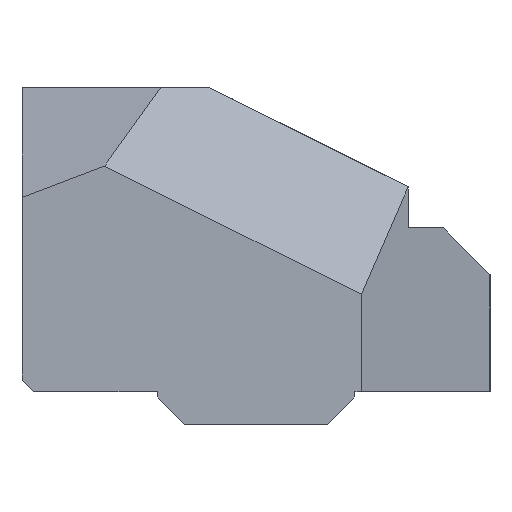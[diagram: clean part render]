
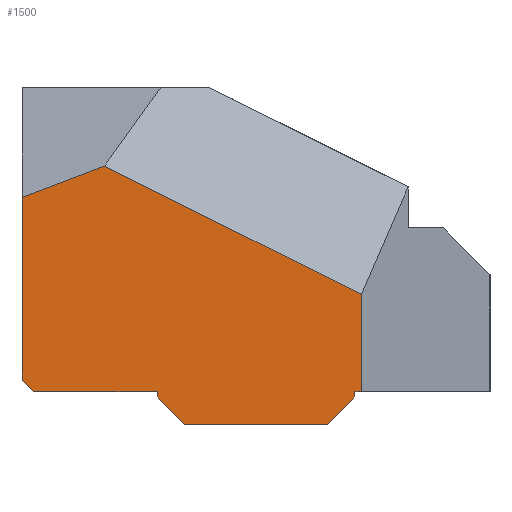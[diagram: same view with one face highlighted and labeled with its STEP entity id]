
A CAD part, left-side view. The second image highlights one B-rep face of the part: STEP entity #1500.
In plain terms, the highlighted planar face has unit normal (-1, 0, 0).
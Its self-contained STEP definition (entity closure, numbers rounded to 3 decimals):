
#114=FACE_OUTER_BOUND('',#200,.T.);
#200=EDGE_LOOP('',(#1205,#1206,#1207,#1208,#1209,#1210,#1211,#1212,#1213,
#1214,#1215,#1216));
#317=LINE('',#2320,#501);
#322=LINE('',#2328,#506);
#327=LINE('',#2342,#511);
#330=LINE('',#2348,#514);
#339=LINE('',#2367,#523);
#347=LINE('',#2383,#531);
#361=LINE('',#2412,#545);
#363=LINE('',#2416,#547);
#364=LINE('',#2418,#548);
#365=LINE('',#2420,#549);
#366=LINE('',#2422,#550);
#367=LINE('',#2423,#551);
#501=VECTOR('',#1821,10.);
#506=VECTOR('',#1828,10.);
#511=VECTOR('',#1839,10.);
#514=VECTOR('',#1844,10.);
#523=VECTOR('',#1857,10.);
#531=VECTOR('',#1871,10.);
#545=VECTOR('',#1901,10.);
#547=VECTOR('',#1905,10.);
#548=VECTOR('',#1906,10.);
#549=VECTOR('',#1907,10.);
#550=VECTOR('',#1908,10.);
#551=VECTOR('',#1909,10.);
#673=VERTEX_POINT('',#2318);
#674=VERTEX_POINT('',#2319);
#676=VERTEX_POINT('',#2326);
#682=VERTEX_POINT('',#2340);
#684=VERTEX_POINT('',#2346);
#692=VERTEX_POINT('',#2366);
#697=VERTEX_POINT('',#2382);
#704=VERTEX_POINT('',#2411);
#705=VERTEX_POINT('',#2415);
#706=VERTEX_POINT('',#2417);
#707=VERTEX_POINT('',#2419);
#708=VERTEX_POINT('',#2421);
#837=EDGE_CURVE('',#673,#674,#317,.T.);
#842=EDGE_CURVE('',#676,#674,#322,.T.);
#849=EDGE_CURVE('',#682,#676,#327,.T.);
#852=EDGE_CURVE('',#684,#682,#330,.T.);
#861=EDGE_CURVE('',#673,#692,#339,.T.);
#870=EDGE_CURVE('',#692,#697,#347,.T.);
#886=EDGE_CURVE('',#697,#704,#361,.T.);
#888=EDGE_CURVE('',#705,#684,#363,.T.);
#889=EDGE_CURVE('',#706,#705,#364,.T.);
#890=EDGE_CURVE('',#707,#706,#365,.T.);
#891=EDGE_CURVE('',#708,#707,#366,.T.);
#892=EDGE_CURVE('',#704,#708,#367,.T.);
#1205=ORIENTED_EDGE('',*,*,#837,.T.);
#1206=ORIENTED_EDGE('',*,*,#842,.F.);
#1207=ORIENTED_EDGE('',*,*,#849,.F.);
#1208=ORIENTED_EDGE('',*,*,#852,.F.);
#1209=ORIENTED_EDGE('',*,*,#888,.F.);
#1210=ORIENTED_EDGE('',*,*,#889,.F.);
#1211=ORIENTED_EDGE('',*,*,#890,.F.);
#1212=ORIENTED_EDGE('',*,*,#891,.F.);
#1213=ORIENTED_EDGE('',*,*,#892,.F.);
#1214=ORIENTED_EDGE('',*,*,#886,.F.);
#1215=ORIENTED_EDGE('',*,*,#870,.F.);
#1216=ORIENTED_EDGE('',*,*,#861,.F.);
#1422=PLANE('',#1611);
#1500=ADVANCED_FACE('',(#114),#1422,.T.);
#1611=AXIS2_PLACEMENT_3D('',#2414,#1903,#1904);
#1821=DIRECTION('',(0.,0.935,-0.354));
#1828=DIRECTION('',(0.,0.,1.));
#1839=DIRECTION('',(0.,0.707,0.707));
#1844=DIRECTION('',(0.,1.,0.));
#1857=DIRECTION('',(0.,-0.894,-0.447));
#1871=DIRECTION('',(0.,0.,-1.));
#1901=DIRECTION('',(0.,1.,0.));
#1903=DIRECTION('center_axis',(-1.,0.,0.));
#1904=DIRECTION('ref_axis',(0.,1.,0.));
#1905=DIRECTION('',(0.,0.,1.));
#1906=DIRECTION('',(0.,0.707,0.707));
#1907=DIRECTION('',(0.,1.,0.));
#1908=DIRECTION('',(0.,0.707,-0.707));
#1909=DIRECTION('',(0.,0.,-1.));
#2318=CARTESIAN_POINT('',(0.,16.471,4.645));
#2319=CARTESIAN_POINT('',(0.,20.,3.308));
#2320=CARTESIAN_POINT('',(0.,7.341,8.105));
#2326=CARTESIAN_POINT('',(0.,20.,-4.5));
#2328=CARTESIAN_POINT('',(0.,20.,0.));
#2340=CARTESIAN_POINT('',(0.,19.5,-5.));
#2342=CARTESIAN_POINT('',(0.,16.,-8.5));
#2346=CARTESIAN_POINT('',(0.,14.225,-5.));
#2348=CARTESIAN_POINT('',(0.,0.,-5.));
#2366=CARTESIAN_POINT('',(0.,5.5,-0.84));
#2367=CARTESIAN_POINT('',(0.,6.086,-0.547));
#2382=CARTESIAN_POINT('',(0.,5.5,-5.));
#2383=CARTESIAN_POINT('',(0.,5.5,0.));
#2411=CARTESIAN_POINT('',(0.,5.775,-5.));
#2412=CARTESIAN_POINT('',(0.,0.,-5.));
#2414=CARTESIAN_POINT('Origin',(0.,0.,0.));
#2415=CARTESIAN_POINT('',(0.,14.225,-5.225));
#2416=CARTESIAN_POINT('',(0.,14.225,-5.35));
#2417=CARTESIAN_POINT('',(0.,13.05,-6.4));
#2418=CARTESIAN_POINT('',(0.,13.05,-6.4));
#2419=CARTESIAN_POINT('',(0.,6.95,-6.4));
#2420=CARTESIAN_POINT('',(0.,11.525,-6.4));
#2421=CARTESIAN_POINT('',(0.,5.775,-5.225));
#2422=CARTESIAN_POINT('',(0.,7.537,-6.988));
#2423=CARTESIAN_POINT('',(0.,5.775,-5.463));
